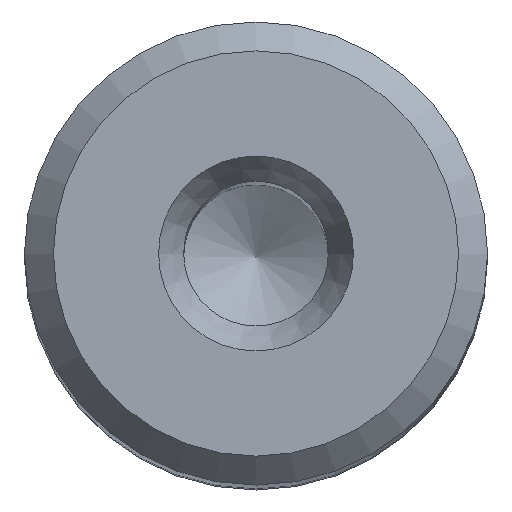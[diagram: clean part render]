
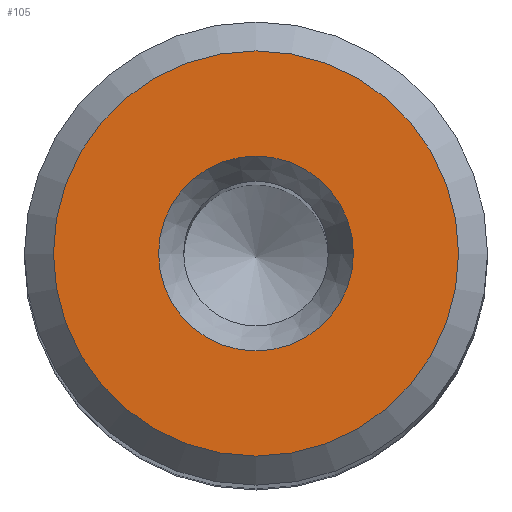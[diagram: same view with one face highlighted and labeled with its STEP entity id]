
A CAD part, top view. The second image highlights one B-rep face of the part: STEP entity #105.
In plain terms, the highlighted planar face has unit normal (0, 0, 1).
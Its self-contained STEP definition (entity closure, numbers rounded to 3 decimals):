
#38=PLANE('',#575);
#105=ADVANCED_FACE('',(#246,#247),#38,.F.);
#246=FACE_BOUND('',#324,.T.);
#247=FACE_BOUND('',#325,.T.);
#324=EDGE_LOOP('',(#402));
#325=EDGE_LOOP('',(#403));
#402=ORIENTED_EDGE('',*,*,#494,.F.);
#403=ORIENTED_EDGE('',*,*,#493,.T.);
#454=VERTEX_POINT('',#1004);
#455=VERTEX_POINT('',#1007);
#493=EDGE_CURVE('',#454,#454,#529,.T.);
#494=EDGE_CURVE('',#455,#455,#530,.T.);
#529=CIRCLE('',#572,3.366);
#530=CIRCLE('',#574,7.);
#572=AXIS2_PLACEMENT_3D('',#1003,#686,#687);
#574=AXIS2_PLACEMENT_3D('',#1006,#690,#691);
#575=AXIS2_PLACEMENT_3D('',#1008,#692,#693);
#686=DIRECTION('',(0.,0.,-1.));
#687=DIRECTION('',(-1.,0.,0.));
#690=DIRECTION('',(0.,0.,-1.));
#691=DIRECTION('',(-1.,0.,0.));
#692=DIRECTION('',(0.,0.,-1.));
#693=DIRECTION('',(-1.,0.,0.));
#1003=CARTESIAN_POINT('',(0.,0.,70.));
#1004=CARTESIAN_POINT('',(-3.366,0.,70.));
#1006=CARTESIAN_POINT('',(0.,0.,70.));
#1007=CARTESIAN_POINT('',(-7.,0.,70.));
#1008=CARTESIAN_POINT('',(3.366,0.,70.));
